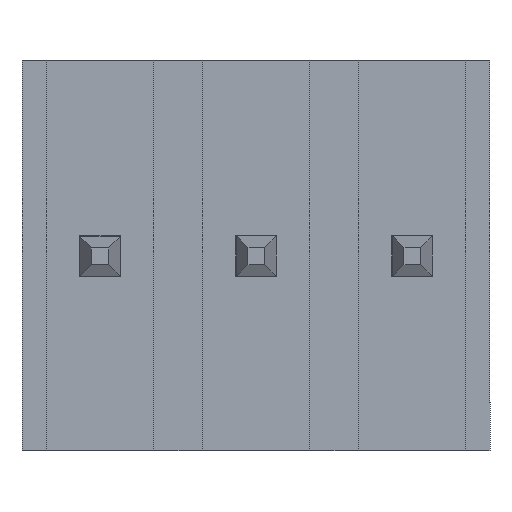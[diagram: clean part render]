
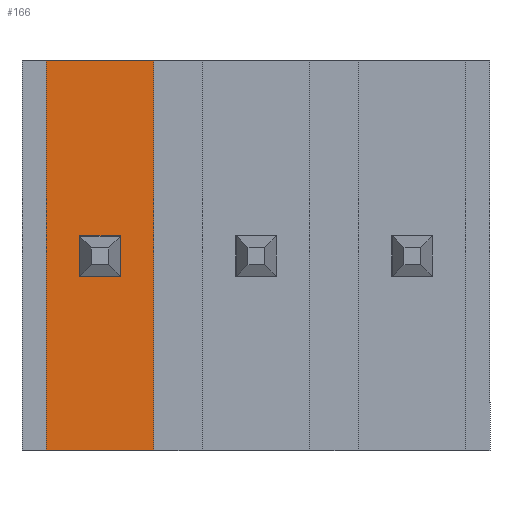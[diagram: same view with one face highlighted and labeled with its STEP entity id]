
A CAD part, front view. The second image highlights one B-rep face of the part: STEP entity #166.
In plain terms, the highlighted planar face has unit normal (0, -1, 0).
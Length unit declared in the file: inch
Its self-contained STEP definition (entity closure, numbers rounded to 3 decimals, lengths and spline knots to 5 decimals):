
#20 = VERTEX_POINT ( 'NONE', #551 ) ;
#45 = EDGE_LOOP ( 'NONE', ( #46, #153, #156, #337 ) ) ;
#46 = ORIENTED_EDGE ( 'NONE', *, *, #47, .F. ) ;
#47 = EDGE_CURVE ( 'NONE', #151, #152, #691, .T. ) ;
#89 = VERTEX_POINT ( 'NONE', #817 ) ;
#90 = EDGE_CURVE ( 'NONE', #20, #205, #765, .T. ) ;
#111 = ORIENTED_EDGE ( 'NONE', *, *, #162, .F. ) ;
#112 = ORIENTED_EDGE ( 'NONE', *, *, #90, .F. ) ;
#121 = VERTEX_POINT ( 'NONE', #790 ) ;
#123 = EDGE_CURVE ( 'NONE', #89, #121, #789, .T. ) ;
#151 = VERTEX_POINT ( 'NONE', #810 ) ;
#152 = VERTEX_POINT ( 'NONE', #809 ) ;
#153 = ORIENTED_EDGE ( 'NONE', *, *, #154, .F. ) ;
#154 = EDGE_CURVE ( 'NONE', #155, #151, #808, .T. ) ;
#155 = VERTEX_POINT ( 'NONE', #804 ) ;
#156 = ORIENTED_EDGE ( 'NONE', *, *, #157, .F. ) ;
#157 = EDGE_CURVE ( 'NONE', #158, #155, #803, .T. ) ;
#158 = VERTEX_POINT ( 'NONE', #799 ) ;
#159 = EDGE_LOOP ( 'NONE', ( #339, #341, #111, #112 ) ) ;
#162 = EDGE_CURVE ( 'NONE', #205, #121, #898, .T. ) ;
#166 = ADVANCED_FACE ( 'NONE', ( #894, #893 ), #892, .F. ) ;
#205 = VERTEX_POINT ( 'NONE', #1022 ) ;
#337 = ORIENTED_EDGE ( 'NONE', *, *, #338, .F. ) ;
#338 = EDGE_CURVE ( 'NONE', #152, #158, #1218, .T. ) ;
#339 = ORIENTED_EDGE ( 'NONE', *, *, #340, .T. ) ;
#340 = EDGE_CURVE ( 'NONE', #20, #89, #1214, .T. ) ;
#341 = ORIENTED_EDGE ( 'NONE', *, *, #123, .T. ) ;
#551 = CARTESIAN_POINT ( 'NONE',  ( -0.06555, -0.10551, -0.25 ) ) ;
#689 = VECTOR ( 'NONE', #740, 39.37008 ) ;
#690 = CARTESIAN_POINT ( 'NONE',  ( -0.11299, -0.10551, -0.13799 ) ) ;
#691 = LINE ( 'NONE', #690, #689 ) ;
#740 = DIRECTION ( 'NONE',  ( 1., 0., 0. ) ) ;
#762 = DIRECTION ( 'NONE',  ( -1., 0., 0. ) ) ;
#763 = VECTOR ( 'NONE', #762, 39.37008 ) ;
#764 = CARTESIAN_POINT ( 'NONE',  ( -0.13445, -0.10551, -0.25 ) ) ;
#765 = LINE ( 'NONE', #764, #763 ) ;
#786 = DIRECTION ( 'NONE',  ( -1., 0., 0. ) ) ;
#787 = VECTOR ( 'NONE', #786, 39.37008 ) ;
#788 = CARTESIAN_POINT ( 'NONE',  ( -0.13445, -0.10551, 0. ) ) ;
#789 = LINE ( 'NONE', #788, #787 ) ;
#790 = CARTESIAN_POINT ( 'NONE',  ( -0.13445, -0.10551, 0. ) ) ;
#799 = CARTESIAN_POINT ( 'NONE',  ( -0.08701, -0.10551, -0.11201 ) ) ;
#800 = DIRECTION ( 'NONE',  ( -1., 0., 0. ) ) ;
#801 = VECTOR ( 'NONE', #800, 39.37008 ) ;
#802 = CARTESIAN_POINT ( 'NONE',  ( -0.11299, -0.10551, -0.11201 ) ) ;
#803 = LINE ( 'NONE', #802, #801 ) ;
#804 = CARTESIAN_POINT ( 'NONE',  ( -0.11299, -0.10551, -0.11201 ) ) ;
#805 = DIRECTION ( 'NONE',  ( 0., 0., -1. ) ) ;
#806 = VECTOR ( 'NONE', #805, 39.37008 ) ;
#807 = CARTESIAN_POINT ( 'NONE',  ( -0.11299, -0.10551, -0.13799 ) ) ;
#808 = LINE ( 'NONE', #807, #806 ) ;
#809 = CARTESIAN_POINT ( 'NONE',  ( -0.08701, -0.10551, -0.13799 ) ) ;
#810 = CARTESIAN_POINT ( 'NONE',  ( -0.11299, -0.10551, -0.13799 ) ) ;
#817 = CARTESIAN_POINT ( 'NONE',  ( -0.06555, -0.10551, 0. ) ) ;
#888 = DIRECTION ( 'NONE',  ( 0., 0., 1. ) ) ;
#889 = DIRECTION ( 'NONE',  ( 0., 1., 0. ) ) ;
#890 = AXIS2_PLACEMENT_3D ( 'NONE', #891, #889, #888 ) ;
#891 = CARTESIAN_POINT ( 'NONE',  ( -0.13445, -0.10551, -0.25004 ) ) ;
#892 = PLANE ( 'NONE',  #890 ) ;
#893 = FACE_OUTER_BOUND ( 'NONE', #159, .T. ) ;
#894 = FACE_BOUND ( 'NONE', #45, .T. ) ;
#895 = DIRECTION ( 'NONE',  ( 0., 0., 1. ) ) ;
#896 = VECTOR ( 'NONE', #895, 39.37008 ) ;
#897 = CARTESIAN_POINT ( 'NONE',  ( -0.13445, -0.10551, -0.25004 ) ) ;
#898 = LINE ( 'NONE', #897, #896 ) ;
#1022 = CARTESIAN_POINT ( 'NONE',  ( -0.13445, -0.10551, -0.25 ) ) ;
#1211 = DIRECTION ( 'NONE',  ( 0., 0., 1. ) ) ;
#1212 = VECTOR ( 'NONE', #1211, 39.37008 ) ;
#1213 = CARTESIAN_POINT ( 'NONE',  ( -0.06555, -0.10551, -0.25004 ) ) ;
#1214 = LINE ( 'NONE', #1213, #1212 ) ;
#1215 = DIRECTION ( 'NONE',  ( 0., 0., 1. ) ) ;
#1216 = VECTOR ( 'NONE', #1215, 39.37008 ) ;
#1217 = CARTESIAN_POINT ( 'NONE',  ( -0.08701, -0.10551, -0.13799 ) ) ;
#1218 = LINE ( 'NONE', #1217, #1216 ) ;
